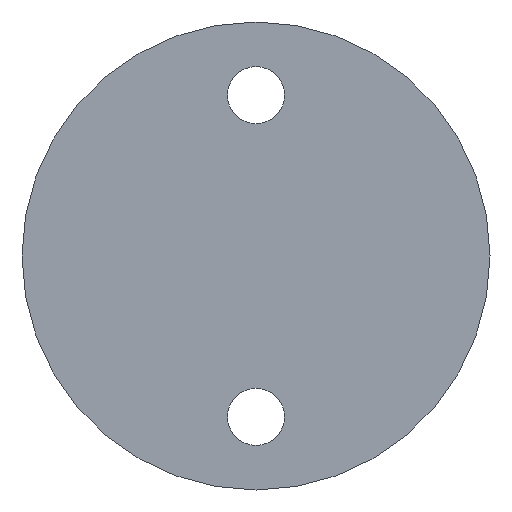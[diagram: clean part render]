
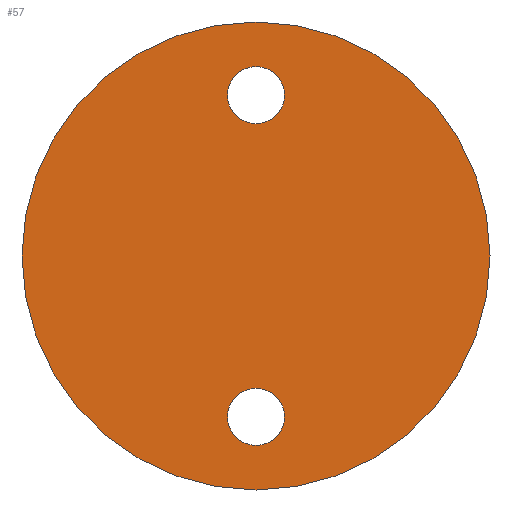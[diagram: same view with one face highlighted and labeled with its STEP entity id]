
A CAD part, front view. The second image highlights one B-rep face of the part: STEP entity #57.
In plain terms, the highlighted planar face has unit normal (0, -1, 0).
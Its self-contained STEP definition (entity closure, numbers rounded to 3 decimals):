
#4 = EDGE_CURVE ( 'NONE', #252, #213, #209, .T. ) ;
#5 = DIRECTION ( 'NONE',  ( 0., 0., 1. ) ) ;
#11 = CIRCLE ( 'NONE', #97, 1.95 ) ;
#12 = EDGE_CURVE ( 'NONE', #186, #308, #231, .T. ) ;
#15 = ORIENTED_EDGE ( 'NONE', *, *, #12, .F. ) ;
#20 = CIRCLE ( 'NONE', #122, 16. ) ;
#22 = AXIS2_PLACEMENT_3D ( 'NONE', #46, #68, #253 ) ;
#28 = VERTEX_POINT ( 'NONE', #219 ) ;
#33 = CARTESIAN_POINT ( 'NONE',  ( 0., 0., -12.95 ) ) ;
#38 = VERTEX_POINT ( 'NONE', #72 ) ;
#39 = DIRECTION ( 'NONE',  ( 0., 0., 1. ) ) ;
#42 = DIRECTION ( 'NONE',  ( 0., 1., 0. ) ) ;
#45 = PLANE ( 'NONE',  #88 ) ;
#46 = CARTESIAN_POINT ( 'NONE',  ( 0., 0., 11. ) ) ;
#57 = ADVANCED_FACE ( 'NONE', ( #300, #288, #93 ), #45, .F. ) ;
#62 = DIRECTION ( 'NONE',  ( 0., 1., 0. ) ) ;
#68 = DIRECTION ( 'NONE',  ( 0., 1., 0. ) ) ;
#72 = CARTESIAN_POINT ( 'NONE',  ( 0., 0., 9.05 ) ) ;
#75 = ORIENTED_EDGE ( 'NONE', *, *, #195, .F. ) ;
#78 = EDGE_CURVE ( 'NONE', #38, #28, #180, .T. ) ;
#88 = AXIS2_PLACEMENT_3D ( 'NONE', #228, #125, #152 ) ;
#93 = FACE_BOUND ( 'NONE', #221, .T. ) ;
#97 = AXIS2_PLACEMENT_3D ( 'NONE', #137, #103, #264 ) ;
#103 = DIRECTION ( 'NONE',  ( 0., 1., 0. ) ) ;
#112 = EDGE_LOOP ( 'NONE', ( #315, #256 ) ) ;
#116 = CARTESIAN_POINT ( 'NONE',  ( 0., 0., -16. ) ) ;
#122 = AXIS2_PLACEMENT_3D ( 'NONE', #133, #165, #5 ) ;
#124 = ORIENTED_EDGE ( 'NONE', *, *, #78, .T. ) ;
#125 = DIRECTION ( 'NONE',  ( 0., 1., 0. ) ) ;
#131 = CARTESIAN_POINT ( 'NONE',  ( 0., 0., -9.05 ) ) ;
#132 = CARTESIAN_POINT ( 'NONE',  ( 0., 0., 16. ) ) ;
#133 = CARTESIAN_POINT ( 'NONE',  ( 0., 0., 0. ) ) ;
#137 = CARTESIAN_POINT ( 'NONE',  ( 0., 0., 11. ) ) ;
#152 = DIRECTION ( 'NONE',  ( 0., 0., 1. ) ) ;
#165 = DIRECTION ( 'NONE',  ( 0., 1., 0. ) ) ;
#174 = DIRECTION ( 'NONE',  ( 0., 1., 0. ) ) ;
#180 = CIRCLE ( 'NONE', #22, 1.95 ) ;
#186 = VERTEX_POINT ( 'NONE', #132 ) ;
#195 = EDGE_CURVE ( 'NONE', #308, #186, #20, .T. ) ;
#209 = CIRCLE ( 'NONE', #212, 1.95 ) ;
#212 = AXIS2_PLACEMENT_3D ( 'NONE', #306, #42, #239 ) ;
#213 = VERTEX_POINT ( 'NONE', #33 ) ;
#214 = CARTESIAN_POINT ( 'NONE',  ( 0., 0., -11. ) ) ;
#219 = CARTESIAN_POINT ( 'NONE',  ( 0., 0., 12.95 ) ) ;
#221 = EDGE_LOOP ( 'NONE', ( #124, #229 ) ) ;
#228 = CARTESIAN_POINT ( 'NONE',  ( 0., 0., 0. ) ) ;
#229 = ORIENTED_EDGE ( 'NONE', *, *, #283, .T. ) ;
#231 = CIRCLE ( 'NONE', #304, 16. ) ;
#233 = AXIS2_PLACEMENT_3D ( 'NONE', #214, #62, #237 ) ;
#237 = DIRECTION ( 'NONE',  ( 0., 0., 1. ) ) ;
#239 = DIRECTION ( 'NONE',  ( 0., 0., 1. ) ) ;
#241 = EDGE_CURVE ( 'NONE', #213, #252, #285, .T. ) ;
#252 = VERTEX_POINT ( 'NONE', #131 ) ;
#253 = DIRECTION ( 'NONE',  ( 0., 0., 1. ) ) ;
#256 = ORIENTED_EDGE ( 'NONE', *, *, #4, .T. ) ;
#264 = DIRECTION ( 'NONE',  ( 0., 0., 1. ) ) ;
#278 = EDGE_LOOP ( 'NONE', ( #75, #15 ) ) ;
#283 = EDGE_CURVE ( 'NONE', #28, #38, #11, .T. ) ;
#285 = CIRCLE ( 'NONE', #233, 1.95 ) ;
#288 = FACE_BOUND ( 'NONE', #112, .T. ) ;
#300 = FACE_OUTER_BOUND ( 'NONE', #278, .T. ) ;
#304 = AXIS2_PLACEMENT_3D ( 'NONE', #310, #174, #39 ) ;
#306 = CARTESIAN_POINT ( 'NONE',  ( 0., 0., -11. ) ) ;
#308 = VERTEX_POINT ( 'NONE', #116 ) ;
#310 = CARTESIAN_POINT ( 'NONE',  ( 0., 0., 0. ) ) ;
#315 = ORIENTED_EDGE ( 'NONE', *, *, #241, .T. ) ;
